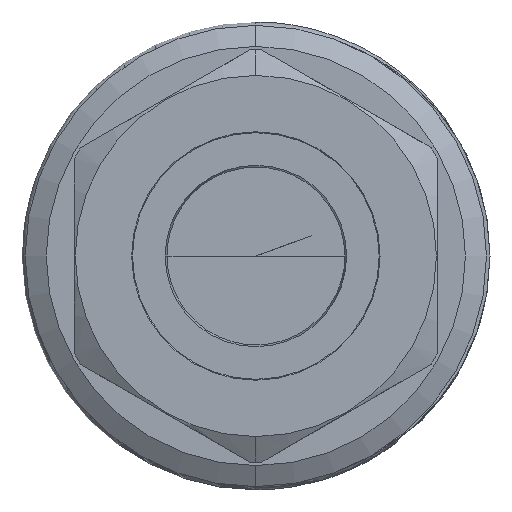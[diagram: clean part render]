
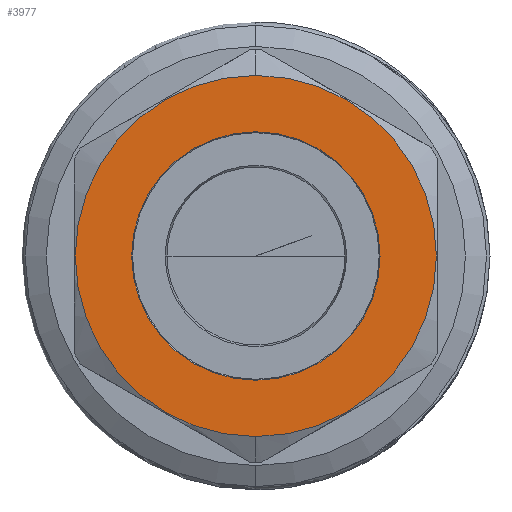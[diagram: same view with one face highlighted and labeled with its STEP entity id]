
A CAD part, left-side view. The second image highlights one B-rep face of the part: STEP entity #3977.
In plain terms, the highlighted planar face has unit normal (-1, 0, 0).
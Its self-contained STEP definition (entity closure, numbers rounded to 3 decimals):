
#7 = VERTEX_POINT ( 'NONE', #10102 ) ;
#114 = FACE_OUTER_BOUND ( 'NONE', #3087, .T. ) ;
#241 = DIRECTION ( 'NONE',  ( 0., 0., 1. ) ) ;
#636 = VERTEX_POINT ( 'NONE', #8527 ) ;
#984 = AXIS2_PLACEMENT_3D ( 'NONE', #7232, #6480, #2553 ) ;
#1120 = CARTESIAN_POINT ( 'NONE',  ( -67.661, 17.993, 20.5 ) ) ;
#1185 = EDGE_CURVE ( 'NONE', #8477, #7, #8811, .T. ) ;
#1239 = DIRECTION ( 'NONE',  ( 0., 0., 1. ) ) ;
#1321 = CARTESIAN_POINT ( 'NONE',  ( -67.661, 17.993, -23.787 ) ) ;
#1328 = DIRECTION ( 'NONE',  ( -1., 0., 0. ) ) ;
#2553 = DIRECTION ( 'NONE',  ( 0., 0., 1. ) ) ;
#2668 = ORIENTED_EDGE ( 'NONE', *, *, #1185, .T. ) ;
#3087 = EDGE_LOOP ( 'NONE', ( #5071, #2668 ) ) ;
#3119 = ORIENTED_EDGE ( 'NONE', *, *, #9686, .F. ) ;
#3130 = CARTESIAN_POINT ( 'NONE',  ( -67.661, 17.993, 14.1 ) ) ;
#3252 = CIRCLE ( 'NONE', #4560, 20.5 ) ;
#3592 = DIRECTION ( 'NONE',  ( 0., 0., -1. ) ) ;
#3644 = FACE_BOUND ( 'NONE', #8587, .T. ) ;
#3977 = ADVANCED_FACE ( 'NONE', ( #3644, #114 ), #5211, .F. ) ;
#4103 = DIRECTION ( 'NONE',  ( -1., 0., 0. ) ) ;
#4107 = VERTEX_POINT ( 'NONE', #3130 ) ;
#4449 = DIRECTION ( 'NONE',  ( 1., 0., 0. ) ) ;
#4455 = DIRECTION ( 'NONE',  ( 0., 0., 1. ) ) ;
#4560 = AXIS2_PLACEMENT_3D ( 'NONE', #5191, #5095, #1239 ) ;
#5071 = ORIENTED_EDGE ( 'NONE', *, *, #9226, .T. ) ;
#5095 = DIRECTION ( 'NONE',  ( -1., 0., 0. ) ) ;
#5191 = CARTESIAN_POINT ( 'NONE',  ( -67.661, 17.993, 0. ) ) ;
#5211 = PLANE ( 'NONE',  #8002 ) ;
#6480 = DIRECTION ( 'NONE',  ( -1., 0., 0. ) ) ;
#7232 = CARTESIAN_POINT ( 'NONE',  ( -67.661, 17.993, 0. ) ) ;
#7351 = AXIS2_PLACEMENT_3D ( 'NONE', #7557, #1328, #4455 ) ;
#7377 = EDGE_CURVE ( 'NONE', #4107, #636, #8884, .T. ) ;
#7557 = CARTESIAN_POINT ( 'NONE',  ( -67.661, 17.993, 0. ) ) ;
#7628 = CIRCLE ( 'NONE', #984, 14.1 ) ;
#8002 = AXIS2_PLACEMENT_3D ( 'NONE', #1321, #4449, #3592 ) ;
#8052 = ORIENTED_EDGE ( 'NONE', *, *, #7377, .F. ) ;
#8477 = VERTEX_POINT ( 'NONE', #1120 ) ;
#8527 = CARTESIAN_POINT ( 'NONE',  ( -67.661, 17.993, -14.1 ) ) ;
#8587 = EDGE_LOOP ( 'NONE', ( #8052, #3119 ) ) ;
#8811 = CIRCLE ( 'NONE', #9000, 20.5 ) ;
#8842 = CARTESIAN_POINT ( 'NONE',  ( -67.661, 17.993, 0. ) ) ;
#8884 = CIRCLE ( 'NONE', #7351, 14.1 ) ;
#9000 = AXIS2_PLACEMENT_3D ( 'NONE', #8842, #4103, #241 ) ;
#9226 = EDGE_CURVE ( 'NONE', #7, #8477, #3252, .T. ) ;
#9686 = EDGE_CURVE ( 'NONE', #636, #4107, #7628, .T. ) ;
#10102 = CARTESIAN_POINT ( 'NONE',  ( -67.661, 17.993, -20.5 ) ) ;
